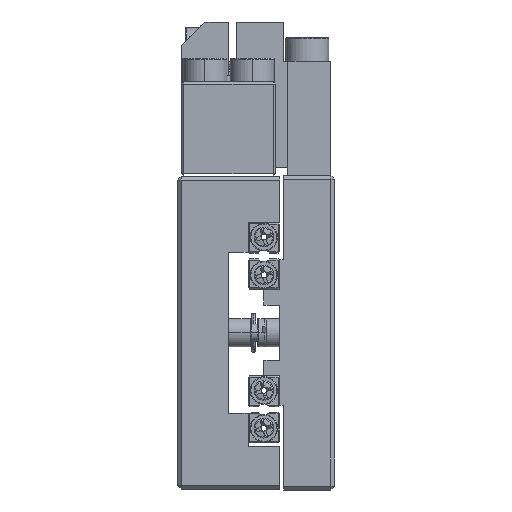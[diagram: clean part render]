
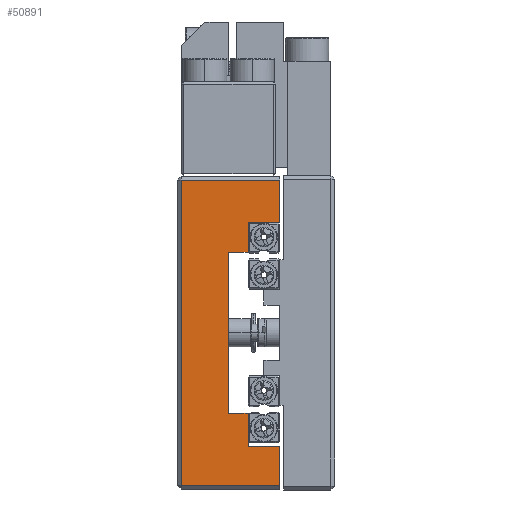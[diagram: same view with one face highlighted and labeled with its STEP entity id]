
A CAD part, left-side view. The second image highlights one B-rep face of the part: STEP entity #50891.
In plain terms, the highlighted planar face has unit normal (1, 0, 0).
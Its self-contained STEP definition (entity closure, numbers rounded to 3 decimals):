
#129 = CARTESIAN_POINT ( 'NONE',  ( -20., 7., 19.4 ) ) ;
#905 = CARTESIAN_POINT ( 'NONE',  ( -20., 20., 19.9 ) ) ;
#1194 = ORIENTED_EDGE ( 'NONE', *, *, #46413, .F. ) ;
#1365 = EDGE_CURVE ( 'NONE', #29555, #45396, #11725, .T. ) ;
#1508 = EDGE_CURVE ( 'NONE', #39996, #31088, #56498, .T. ) ;
#2291 = LINE ( 'NONE', #19284, #34685 ) ;
#4073 = EDGE_LOOP ( 'NONE', ( #32131, #16826, #15054, #14957, #61439, #14719, #11258, #1194, #40230, #58652, #37147, #40659 ) ) ;
#4352 = VERTEX_POINT ( 'NONE', #53963 ) ;
#5181 = DIRECTION ( 'NONE',  ( 0., -1., 0. ) ) ;
#5312 = CARTESIAN_POINT ( 'NONE',  ( -20., 20., 10.25 ) ) ;
#5642 = DIRECTION ( 'NONE',  ( 0., -1., 0. ) ) ;
#5774 = CARTESIAN_POINT ( 'NONE',  ( -20., 20., -19.4 ) ) ;
#5849 = DIRECTION ( 'NONE',  ( -1., 0., 0. ) ) ;
#5936 = VERTEX_POINT ( 'NONE', #36213 ) ;
#6747 = LINE ( 'NONE', #45833, #31420 ) ;
#7674 = CARTESIAN_POINT ( 'NONE',  ( -20., 11., 14. ) ) ;
#9791 = VECTOR ( 'NONE', #18675, 1000. ) ;
#10065 = EDGE_CURVE ( 'NONE', #42911, #39996, #31536, .T. ) ;
#11258 = ORIENTED_EDGE ( 'NONE', *, *, #51413, .F. ) ;
#11725 = LINE ( 'NONE', #53908, #61132 ) ;
#12244 = CARTESIAN_POINT ( 'NONE',  ( -20., 7., -14.5 ) ) ;
#12662 = DIRECTION ( 'NONE',  ( 0., 0., 1. ) ) ;
#13036 = VECTOR ( 'NONE', #44246, 1000. ) ;
#13319 = DIRECTION ( 'NONE',  ( 0., 0., 1. ) ) ;
#13443 = CARTESIAN_POINT ( 'NONE',  ( -20., 11., 19.9 ) ) ;
#14378 = VERTEX_POINT ( 'NONE', #48352 ) ;
#14719 = ORIENTED_EDGE ( 'NONE', *, *, #39049, .F. ) ;
#14957 = ORIENTED_EDGE ( 'NONE', *, *, #10065, .F. ) ;
#15054 = ORIENTED_EDGE ( 'NONE', *, *, #1508, .F. ) ;
#15771 = CARTESIAN_POINT ( 'NONE',  ( -20., 13.5, 19.9 ) ) ;
#16826 = ORIENTED_EDGE ( 'NONE', *, *, #56300, .F. ) ;
#17067 = DIRECTION ( 'NONE',  ( 0., 1., 0. ) ) ;
#17140 = VECTOR ( 'NONE', #13319, 1000. ) ;
#17384 = CARTESIAN_POINT ( 'NONE',  ( -20., 11., 19.9 ) ) ;
#17611 = VERTEX_POINT ( 'NONE', #129 ) ;
#17948 = CARTESIAN_POINT ( 'NONE',  ( -20., 7., 19.9 ) ) ;
#18675 = DIRECTION ( 'NONE',  ( 0., 0., 1. ) ) ;
#18732 = CARTESIAN_POINT ( 'NONE',  ( -20., 11., -10.25 ) ) ;
#19284 = CARTESIAN_POINT ( 'NONE',  ( -20., 20., -14.5 ) ) ;
#24447 = FACE_OUTER_BOUND ( 'NONE', #4073, .T. ) ;
#25009 = EDGE_CURVE ( 'NONE', #29555, #52727, #46602, .T. ) ;
#25211 = CARTESIAN_POINT ( 'NONE',  ( -20., 11., 10.25 ) ) ;
#27242 = DIRECTION ( 'NONE',  ( 0., 0., 1. ) ) ;
#27297 = DIRECTION ( 'NONE',  ( 0., 0., 1. ) ) ;
#27648 = LINE ( 'NONE', #39282, #13036 ) ;
#29065 = CARTESIAN_POINT ( 'NONE',  ( -20., 19.5, 19.4 ) ) ;
#29555 = VERTEX_POINT ( 'NONE', #58918 ) ;
#31088 = VERTEX_POINT ( 'NONE', #7674 ) ;
#31420 = VECTOR ( 'NONE', #50801, 1000. ) ;
#31536 = LINE ( 'NONE', #5312, #56309 ) ;
#32131 = ORIENTED_EDGE ( 'NONE', *, *, #38235, .F. ) ;
#34685 = VECTOR ( 'NONE', #17067, 1000. ) ;
#35544 = VECTOR ( 'NONE', #12662, 1000. ) ;
#35962 = LINE ( 'NONE', #17948, #9791 ) ;
#36213 = CARTESIAN_POINT ( 'NONE',  ( -20., 13.5, -10.25 ) ) ;
#37147 = ORIENTED_EDGE ( 'NONE', *, *, #1365, .T. ) ;
#38235 = EDGE_CURVE ( 'NONE', #14378, #17611, #35962, .T. ) ;
#38665 = AXIS2_PLACEMENT_3D ( 'NONE', #905, #5849, #40345 ) ;
#39049 = EDGE_CURVE ( 'NONE', #52466, #5936, #58343, .T. ) ;
#39282 = CARTESIAN_POINT ( 'NONE',  ( -20., 20., 14. ) ) ;
#39996 = VERTEX_POINT ( 'NONE', #25211 ) ;
#40230 = ORIENTED_EDGE ( 'NONE', *, *, #54857, .F. ) ;
#40345 = DIRECTION ( 'NONE',  ( 0., 0., 1. ) ) ;
#40659 = ORIENTED_EDGE ( 'NONE', *, *, #48763, .F. ) ;
#40924 = DIRECTION ( 'NONE',  ( 0., 0., 1. ) ) ;
#42141 = CARTESIAN_POINT ( 'NONE',  ( -20., 7., 19.9 ) ) ;
#42242 = VERTEX_POINT ( 'NONE', #12244 ) ;
#42911 = VERTEX_POINT ( 'NONE', #54826 ) ;
#44246 = DIRECTION ( 'NONE',  ( 0., -1., 0. ) ) ;
#45039 = VECTOR ( 'NONE', #5642, 1000. ) ;
#45093 = PLANE ( 'NONE',  #38665 ) ;
#45158 = VECTOR ( 'NONE', #62157, 1000. ) ;
#45396 = VERTEX_POINT ( 'NONE', #29065 ) ;
#45833 = CARTESIAN_POINT ( 'NONE',  ( -20., 20., 19.4 ) ) ;
#46413 = EDGE_CURVE ( 'NONE', #42242, #4352, #2291, .T. ) ;
#46602 = LINE ( 'NONE', #5774, #45039 ) ;
#47630 = VECTOR ( 'NONE', #40924, 1000. ) ;
#48352 = CARTESIAN_POINT ( 'NONE',  ( -20., 7., 14. ) ) ;
#48680 = LINE ( 'NONE', #42141, #35544 ) ;
#48763 = EDGE_CURVE ( 'NONE', #17611, #45396, #6747, .T. ) ;
#49031 = VECTOR ( 'NONE', #27242, 1000. ) ;
#49169 = LINE ( 'NONE', #15771, #47630 ) ;
#50801 = DIRECTION ( 'NONE',  ( 0., 1., 0. ) ) ;
#50891 = ADVANCED_FACE ( 'NONE', ( #24447 ), #45093, .F. ) ;
#51413 = EDGE_CURVE ( 'NONE', #4352, #52466, #62218, .T. ) ;
#52466 = VERTEX_POINT ( 'NONE', #18732 ) ;
#52727 = VERTEX_POINT ( 'NONE', #60922 ) ;
#53908 = CARTESIAN_POINT ( 'NONE',  ( -20., 19.5, 19.9 ) ) ;
#53963 = CARTESIAN_POINT ( 'NONE',  ( -20., 11., -14.5 ) ) ;
#54826 = CARTESIAN_POINT ( 'NONE',  ( -20., 13.5, 10.25 ) ) ;
#54857 = EDGE_CURVE ( 'NONE', #52727, #42242, #48680, .T. ) ;
#56300 = EDGE_CURVE ( 'NONE', #31088, #14378, #27648, .T. ) ;
#56309 = VECTOR ( 'NONE', #5181, 1000. ) ;
#56498 = LINE ( 'NONE', #13443, #17140 ) ;
#56874 = EDGE_CURVE ( 'NONE', #5936, #42911, #49169, .T. ) ;
#58343 = LINE ( 'NONE', #62146, #45158 ) ;
#58652 = ORIENTED_EDGE ( 'NONE', *, *, #25009, .F. ) ;
#58918 = CARTESIAN_POINT ( 'NONE',  ( -20., 19.5, -19.4 ) ) ;
#60922 = CARTESIAN_POINT ( 'NONE',  ( -20., 7., -19.4 ) ) ;
#61132 = VECTOR ( 'NONE', #27297, 1000. ) ;
#61439 = ORIENTED_EDGE ( 'NONE', *, *, #56874, .F. ) ;
#62146 = CARTESIAN_POINT ( 'NONE',  ( -20., 20., -10.25 ) ) ;
#62157 = DIRECTION ( 'NONE',  ( 0., 1., 0. ) ) ;
#62218 = LINE ( 'NONE', #17384, #49031 ) ;
